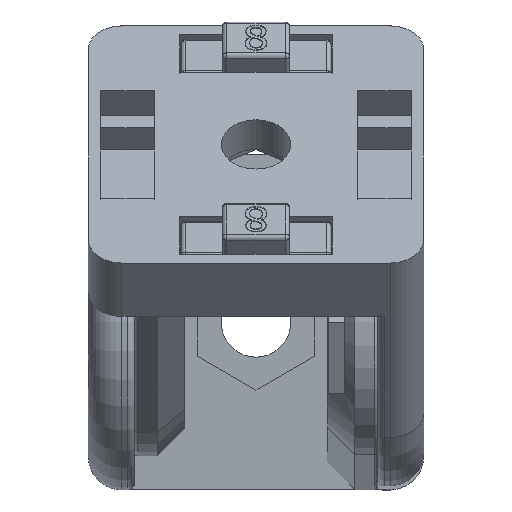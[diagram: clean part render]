
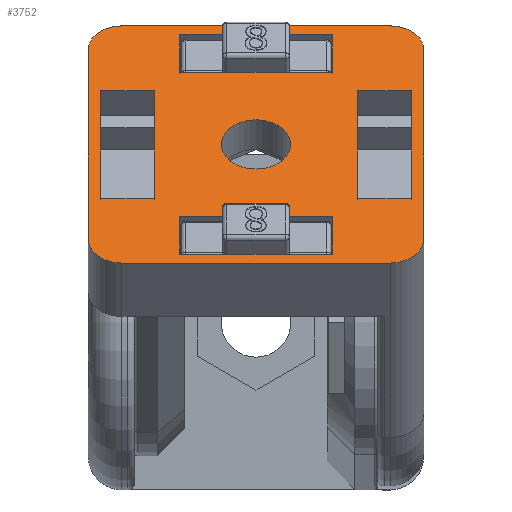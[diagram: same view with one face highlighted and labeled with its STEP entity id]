
A CAD part, front view. The second image highlights one B-rep face of the part: STEP entity #3752.
In plain terms, the highlighted face is planar.
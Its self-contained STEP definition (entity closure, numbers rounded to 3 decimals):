
#215=FACE_BOUND('',#697,.T.);
#216=FACE_BOUND('',#698,.T.);
#217=FACE_BOUND('',#699,.T.);
#218=FACE_BOUND('',#700,.T.);
#219=FACE_BOUND('',#701,.T.);
#310=PLANE('',#4087);
#460=FACE_OUTER_BOUND('',#696,.T.);
#696=EDGE_LOOP('',(#3043,#3044,#3045,#3046,#3047,#3048,#3049,#3050));
#697=EDGE_LOOP('',(#3051,#3052,#3053,#3054));
#698=EDGE_LOOP('',(#3055,#3056,#3057,#3058));
#699=EDGE_LOOP('',(#3059,#3060,#3061,#3062));
#700=EDGE_LOOP('',(#3063,#3064,#3065,#3066));
#701=EDGE_LOOP('',(#3067));
#883=LINE('',#5389,#1252);
#886=LINE('',#5394,#1255);
#888=LINE('',#5398,#1257);
#890=LINE('',#5401,#1259);
#907=LINE('',#5438,#1276);
#910=LINE('',#5443,#1279);
#912=LINE('',#5447,#1281);
#914=LINE('',#5450,#1283);
#931=LINE('',#5487,#1300);
#934=LINE('',#5492,#1303);
#936=LINE('',#5496,#1305);
#938=LINE('',#5499,#1307);
#955=LINE('',#5536,#1324);
#958=LINE('',#5541,#1327);
#960=LINE('',#5545,#1329);
#962=LINE('',#5548,#1331);
#1024=LINE('',#5712,#1393);
#1038=LINE('',#5763,#1407);
#1052=LINE('',#5803,#1421);
#1053=LINE('',#5805,#1422);
#1252=VECTOR('',#4399,10.);
#1255=VECTOR('',#4404,10.);
#1257=VECTOR('',#4408,10.);
#1259=VECTOR('',#4412,10.);
#1276=VECTOR('',#4441,10.);
#1279=VECTOR('',#4446,10.);
#1281=VECTOR('',#4450,10.);
#1283=VECTOR('',#4454,10.);
#1300=VECTOR('',#4483,10.);
#1303=VECTOR('',#4488,10.);
#1305=VECTOR('',#4492,10.);
#1307=VECTOR('',#4496,10.);
#1324=VECTOR('',#4525,10.);
#1327=VECTOR('',#4530,10.);
#1329=VECTOR('',#4534,10.);
#1331=VECTOR('',#4538,10.);
#1393=VECTOR('',#4676,1.);
#1407=VECTOR('',#4736,1.);
#1421=VECTOR('',#4786,1.);
#1422=VECTOR('',#4789,1.);
#1573=CIRCLE('',#4009,4.15);
#1584=CIRCLE('',#4047,4.);
#1585=CIRCLE('',#4049,4.);
#1594=CIRCLE('',#4065,4.);
#1595=CIRCLE('',#4067,4.);
#1700=VERTEX_POINT('',#5387);
#1701=VERTEX_POINT('',#5388);
#1702=VERTEX_POINT('',#5393);
#1703=VERTEX_POINT('',#5397);
#1716=VERTEX_POINT('',#5436);
#1717=VERTEX_POINT('',#5437);
#1718=VERTEX_POINT('',#5442);
#1719=VERTEX_POINT('',#5446);
#1732=VERTEX_POINT('',#5485);
#1733=VERTEX_POINT('',#5486);
#1734=VERTEX_POINT('',#5491);
#1735=VERTEX_POINT('',#5495);
#1748=VERTEX_POINT('',#5534);
#1749=VERTEX_POINT('',#5535);
#1750=VERTEX_POINT('',#5540);
#1751=VERTEX_POINT('',#5544);
#1752=VERTEX_POINT('',#5550);
#1808=VERTEX_POINT('',#5709);
#1809=VERTEX_POINT('',#5711);
#1810=VERTEX_POINT('',#5715);
#1811=VERTEX_POINT('',#5719);
#1820=VERTEX_POINT('',#5751);
#1821=VERTEX_POINT('',#5753);
#1822=VERTEX_POINT('',#5757);
#1823=VERTEX_POINT('',#5759);
#2058=EDGE_CURVE('',#1700,#1701,#883,.T.);
#2061=EDGE_CURVE('',#1702,#1700,#886,.T.);
#2063=EDGE_CURVE('',#1703,#1702,#888,.T.);
#2065=EDGE_CURVE('',#1701,#1703,#890,.T.);
#2082=EDGE_CURVE('',#1716,#1717,#907,.T.);
#2085=EDGE_CURVE('',#1718,#1716,#910,.T.);
#2087=EDGE_CURVE('',#1719,#1718,#912,.T.);
#2089=EDGE_CURVE('',#1717,#1719,#914,.T.);
#2106=EDGE_CURVE('',#1732,#1733,#931,.T.);
#2109=EDGE_CURVE('',#1734,#1732,#934,.T.);
#2111=EDGE_CURVE('',#1735,#1734,#936,.T.);
#2113=EDGE_CURVE('',#1733,#1735,#938,.T.);
#2130=EDGE_CURVE('',#1748,#1749,#955,.T.);
#2133=EDGE_CURVE('',#1750,#1748,#958,.T.);
#2135=EDGE_CURVE('',#1751,#1750,#960,.T.);
#2137=EDGE_CURVE('',#1749,#1751,#962,.T.);
#2138=EDGE_CURVE('',#1752,#1752,#1573,.T.);
#2214=EDGE_CURVE('',#1808,#1809,#1024,.T.);
#2217=EDGE_CURVE('',#1810,#1808,#1584,.T.);
#2218=EDGE_CURVE('',#1809,#1811,#1585,.T.);
#2235=EDGE_CURVE('',#1821,#1820,#1594,.T.);
#2238=EDGE_CURVE('',#1823,#1822,#1595,.T.);
#2240=EDGE_CURVE('',#1820,#1823,#1038,.T.);
#2261=EDGE_CURVE('',#1821,#1810,#1052,.T.);
#2262=EDGE_CURVE('',#1811,#1822,#1053,.T.);
#3043=ORIENTED_EDGE('',*,*,#2261,.F.);
#3044=ORIENTED_EDGE('',*,*,#2235,.T.);
#3045=ORIENTED_EDGE('',*,*,#2240,.T.);
#3046=ORIENTED_EDGE('',*,*,#2238,.T.);
#3047=ORIENTED_EDGE('',*,*,#2262,.F.);
#3048=ORIENTED_EDGE('',*,*,#2218,.F.);
#3049=ORIENTED_EDGE('',*,*,#2214,.F.);
#3050=ORIENTED_EDGE('',*,*,#2217,.F.);
#3051=ORIENTED_EDGE('',*,*,#2058,.T.);
#3052=ORIENTED_EDGE('',*,*,#2065,.T.);
#3053=ORIENTED_EDGE('',*,*,#2063,.T.);
#3054=ORIENTED_EDGE('',*,*,#2061,.T.);
#3055=ORIENTED_EDGE('',*,*,#2082,.T.);
#3056=ORIENTED_EDGE('',*,*,#2089,.T.);
#3057=ORIENTED_EDGE('',*,*,#2087,.T.);
#3058=ORIENTED_EDGE('',*,*,#2085,.T.);
#3059=ORIENTED_EDGE('',*,*,#2106,.T.);
#3060=ORIENTED_EDGE('',*,*,#2113,.T.);
#3061=ORIENTED_EDGE('',*,*,#2111,.T.);
#3062=ORIENTED_EDGE('',*,*,#2109,.T.);
#3063=ORIENTED_EDGE('',*,*,#2130,.T.);
#3064=ORIENTED_EDGE('',*,*,#2137,.T.);
#3065=ORIENTED_EDGE('',*,*,#2135,.T.);
#3066=ORIENTED_EDGE('',*,*,#2133,.T.);
#3067=ORIENTED_EDGE('',*,*,#2138,.T.);
#3752=ADVANCED_FACE('',(#460,#215,#216,#217,#218,#219),#310,.T.);
#4009=AXIS2_PLACEMENT_3D('',#5551,#4541,#4542);
#4047=AXIS2_PLACEMENT_3D('',#5717,#4681,#4682);
#4049=AXIS2_PLACEMENT_3D('',#5720,#4685,#4686);
#4065=AXIS2_PLACEMENT_3D('',#5754,#4725,#4726);
#4067=AXIS2_PLACEMENT_3D('',#5760,#4731,#4732);
#4087=AXIS2_PLACEMENT_3D('',#5804,#4787,#4788);
#4399=DIRECTION('',(1.,0.,0.));
#4404=DIRECTION('',(0.,-1.,0.));
#4408=DIRECTION('',(-1.,0.,0.));
#4412=DIRECTION('',(0.,1.,0.));
#4441=DIRECTION('',(0.,-1.,0.));
#4446=DIRECTION('',(-1.,0.,0.));
#4450=DIRECTION('',(0.,1.,0.));
#4454=DIRECTION('',(1.,0.,0.));
#4483=DIRECTION('',(-1.,0.,0.));
#4488=DIRECTION('',(0.,1.,0.));
#4492=DIRECTION('',(1.,0.,0.));
#4496=DIRECTION('',(0.,-1.,0.));
#4525=DIRECTION('',(0.,1.,0.));
#4530=DIRECTION('',(1.,0.,0.));
#4534=DIRECTION('',(0.,-1.,0.));
#4538=DIRECTION('',(-1.,0.,0.));
#4541=DIRECTION('center_axis',(0.,0.,1.));
#4542=DIRECTION('ref_axis',(1.,0.,0.));
#4676=DIRECTION('',(0.,-1.,0.));
#4681=DIRECTION('center_axis',(0.,0.,1.));
#4682=DIRECTION('ref_axis',(0.,1.,0.));
#4685=DIRECTION('center_axis',(0.,0.,1.));
#4686=DIRECTION('ref_axis',(-1.,0.,0.));
#4725=DIRECTION('center_axis',(0.,0.,-1.));
#4726=DIRECTION('ref_axis',(1.,0.,0.));
#4731=DIRECTION('center_axis',(0.,0.,-1.));
#4732=DIRECTION('ref_axis',(0.,-1.,0.));
#4736=DIRECTION('',(0.,-1.,0.));
#4786=DIRECTION('',(-1.,0.,0.));
#4787=DIRECTION('center_axis',(0.,0.,-1.));
#4788=DIRECTION('ref_axis',(0.,1.,0.));
#4789=DIRECTION('',(1.,0.,0.));
#5387=CARTESIAN_POINT('',(12.15,-9.1,-30.));
#5388=CARTESIAN_POINT('',(18.5,-9.1,-30.));
#5389=CARTESIAN_POINT('',(-1.175,-9.1,-30.));
#5393=CARTESIAN_POINT('',(12.15,9.1,-30.));
#5394=CARTESIAN_POINT('',(12.15,4.55,-30.));
#5397=CARTESIAN_POINT('',(18.5,9.1,-30.));
#5398=CARTESIAN_POINT('',(2.,9.1,-30.));
#5401=CARTESIAN_POINT('',(18.5,-4.55,-30.));
#5436=CARTESIAN_POINT('',(-9.1,-12.15,-30.));
#5437=CARTESIAN_POINT('',(-9.1,-18.5,-30.));
#5438=CARTESIAN_POINT('',(-9.1,-6.075,-30.));
#5442=CARTESIAN_POINT('',(9.1,-12.15,-30.));
#5443=CARTESIAN_POINT('',(-2.7,-12.15,-30.));
#5446=CARTESIAN_POINT('',(9.1,-18.5,-30.));
#5447=CARTESIAN_POINT('',(9.1,-9.25,-30.));
#5450=CARTESIAN_POINT('',(-11.8,-18.5,-30.));
#5485=CARTESIAN_POINT('',(-12.15,9.1,-30.));
#5486=CARTESIAN_POINT('',(-18.5,9.1,-30.));
#5487=CARTESIAN_POINT('',(-13.325,9.1,-30.));
#5491=CARTESIAN_POINT('',(-12.15,-9.1,-30.));
#5492=CARTESIAN_POINT('',(-12.15,-4.55,-30.));
#5495=CARTESIAN_POINT('',(-18.5,-9.1,-30.));
#5496=CARTESIAN_POINT('',(-16.5,-9.1,-30.));
#5499=CARTESIAN_POINT('',(-18.5,4.55,-30.));
#5534=CARTESIAN_POINT('',(9.1,12.15,-30.));
#5535=CARTESIAN_POINT('',(9.1,18.5,-30.));
#5536=CARTESIAN_POINT('',(9.1,6.075,-30.));
#5540=CARTESIAN_POINT('',(-9.1,12.15,-30.));
#5541=CARTESIAN_POINT('',(-11.8,12.15,-30.));
#5544=CARTESIAN_POINT('',(-9.1,18.5,-30.));
#5545=CARTESIAN_POINT('',(-9.1,9.25,-30.));
#5548=CARTESIAN_POINT('',(-2.7,18.5,-30.));
#5550=CARTESIAN_POINT('',(-4.15,0.,-30.));
#5551=CARTESIAN_POINT('Origin',(0.,0.,-30.));
#5709=CARTESIAN_POINT('',(-20.,16.,-30.));
#5711=CARTESIAN_POINT('',(-20.,-16.,-30.));
#5712=CARTESIAN_POINT('',(-20.,16.,-30.));
#5715=CARTESIAN_POINT('',(-16.,20.,-30.));
#5717=CARTESIAN_POINT('Origin',(-16.,16.,-30.));
#5719=CARTESIAN_POINT('',(-16.,-20.,-30.));
#5720=CARTESIAN_POINT('Origin',(-16.,-16.,-30.));
#5751=CARTESIAN_POINT('',(20.,16.,-30.));
#5753=CARTESIAN_POINT('',(16.,20.,-30.));
#5754=CARTESIAN_POINT('Origin',(16.,16.,-30.));
#5757=CARTESIAN_POINT('',(16.,-20.,-30.));
#5759=CARTESIAN_POINT('',(20.,-16.,-30.));
#5760=CARTESIAN_POINT('Origin',(16.,-16.,-30.));
#5763=CARTESIAN_POINT('',(20.,20.,-30.));
#5803=CARTESIAN_POINT('',(16.,20.,-30.));
#5804=CARTESIAN_POINT('Origin',(-14.5,0.,-30.));
#5805=CARTESIAN_POINT('',(-16.,-20.,-30.));
